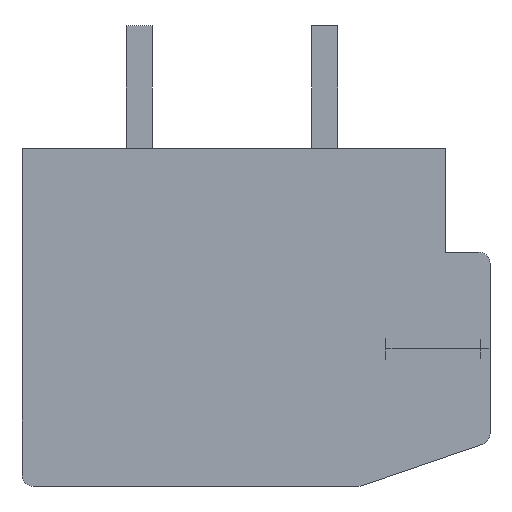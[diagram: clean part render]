
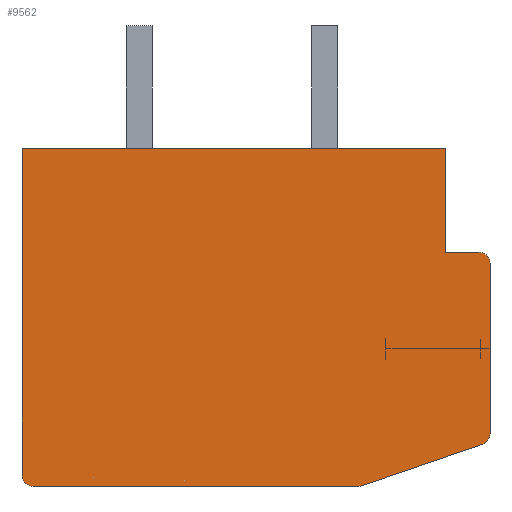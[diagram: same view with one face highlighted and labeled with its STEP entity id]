
A CAD part, front view. The second image highlights one B-rep face of the part: STEP entity #9562.
In plain terms, the highlighted planar face has unit normal (0, -1, 0).
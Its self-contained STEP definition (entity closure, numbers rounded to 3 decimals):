
#1=CARTESIAN_POINT('',(6.,-109.56,-3.136));
#2=DIRECTION('',(0.,-1.,0.));
#3=DIRECTION('',(0.324,0.,-0.946));
#4=AXIS2_PLACEMENT_3D('',#1,#2,#3);
#6=DIRECTION('',(-0.946,0.,-0.324));
#7=VECTOR('',#6,3.486);
#8=CARTESIAN_POINT('',(6.097,-109.56,-3.419));
#9=LINE('',#8,#7);
#10=DIRECTION('',(-1.,0.,0.));
#11=VECTOR('',#10,8.8);
#12=CARTESIAN_POINT('',(2.8,-109.56,-4.55));
#13=LINE('',#12,#11);
#14=CARTESIAN_POINT('',(-6.,-109.56,-4.25));
#15=DIRECTION('',(0.,-1.,0.));
#16=DIRECTION('',(-1.,0.,0.));
#17=AXIS2_PLACEMENT_3D('',#14,#15,#16);
#19=DIRECTION('',(0.,0.,1.));
#20=VECTOR('',#19,8.8);
#21=CARTESIAN_POINT('',(-6.3,-109.56,-4.25));
#22=LINE('',#21,#20);
#23=DIRECTION('',(1.,0.,0.));
#24=VECTOR('',#23,11.4);
#25=CARTESIAN_POINT('',(-6.3,-109.56,4.55));
#26=LINE('',#25,#24);
#27=DIRECTION('',(0.,0.,-1.));
#28=VECTOR('',#27,2.8);
#29=CARTESIAN_POINT('',(5.1,-109.56,4.55));
#30=LINE('',#29,#28);
#31=DIRECTION('',(1.,0.,0.));
#32=VECTOR('',#31,0.9);
#33=CARTESIAN_POINT('',(5.1,-109.56,1.75));
#34=LINE('',#33,#32);
#35=CARTESIAN_POINT('',(6.,-109.56,1.45));
#36=DIRECTION('',(0.,-1.,0.));
#37=DIRECTION('',(1.,0.,0.));
#38=AXIS2_PLACEMENT_3D('',#35,#36,#37);
#40=DIRECTION('',(0.,0.,-1.));
#41=VECTOR('',#40,4.586);
#42=CARTESIAN_POINT('',(6.3,-109.56,1.45));
#43=LINE('',#42,#41);
#7351=CARTESIAN_POINT('',(-6.3,-109.56,4.55));
#7352=CARTESIAN_POINT('',(5.1,-109.56,4.55));
#7353=VERTEX_POINT('',#7351);
#7354=VERTEX_POINT('',#7352);
#7355=CARTESIAN_POINT('',(5.1,-109.56,1.75));
#7356=VERTEX_POINT('',#7355);
#7357=CARTESIAN_POINT('',(6.097,-109.56,-3.419));
#7358=CARTESIAN_POINT('',(6.3,-109.56,-3.136));
#7359=VERTEX_POINT('',#7357);
#7360=VERTEX_POINT('',#7358);
#7361=CARTESIAN_POINT('',(6.3,-109.56,1.45));
#7362=CARTESIAN_POINT('',(6.,-109.56,1.75));
#7363=VERTEX_POINT('',#7361);
#7364=VERTEX_POINT('',#7362);
#7365=CARTESIAN_POINT('',(-6.3,-109.56,-4.25));
#7366=CARTESIAN_POINT('',(-6.,-109.56,-4.55));
#7367=VERTEX_POINT('',#7365);
#7368=VERTEX_POINT('',#7366);
#7369=CARTESIAN_POINT('',(2.8,-109.56,-4.55));
#7370=VERTEX_POINT('',#7369);
#9535=CARTESIAN_POINT('',(0.,-109.56,0.));
#9536=DIRECTION('',(0.,1.,0.));
#9537=DIRECTION('',(1.,0.,0.));
#9538=AXIS2_PLACEMENT_3D('',#9535,#9536,#9537);
#9539=PLANE('',#9538);
#9541=ORIENTED_EDGE('',*,*,#9540,.F.);
#9543=ORIENTED_EDGE('',*,*,#9542,.T.);
#9545=ORIENTED_EDGE('',*,*,#9544,.T.);
#9547=ORIENTED_EDGE('',*,*,#9546,.F.);
#9549=ORIENTED_EDGE('',*,*,#9548,.T.);
#9551=ORIENTED_EDGE('',*,*,#9550,.T.);
#9553=ORIENTED_EDGE('',*,*,#9552,.T.);
#9555=ORIENTED_EDGE('',*,*,#9554,.T.);
#9557=ORIENTED_EDGE('',*,*,#9556,.F.);
#9559=ORIENTED_EDGE('',*,*,#9558,.T.);
#9560=EDGE_LOOP('',(#9541,#9543,#9545,#9547,#9549,#9551,#9553,#9555,#9557,
#9559));
#9561=FACE_OUTER_BOUND('',#9560,.F.);
#9562=ADVANCED_FACE('',(#9561),#9539,.F.);
#5=CIRCLE('',#4,0.3);
#18=CIRCLE('',#17,0.3);
#39=CIRCLE('',#38,0.3);
#9540=EDGE_CURVE('',#7359,#7360,#5,.T.);
#9542=EDGE_CURVE('',#7359,#7370,#9,.T.);
#9544=EDGE_CURVE('',#7370,#7368,#13,.T.);
#9546=EDGE_CURVE('',#7367,#7368,#18,.T.);
#9548=EDGE_CURVE('',#7367,#7353,#22,.T.);
#9550=EDGE_CURVE('',#7353,#7354,#26,.T.);
#9552=EDGE_CURVE('',#7354,#7356,#30,.T.);
#9554=EDGE_CURVE('',#7356,#7364,#34,.T.);
#9556=EDGE_CURVE('',#7363,#7364,#39,.T.);
#9558=EDGE_CURVE('',#7363,#7360,#43,.T.);
